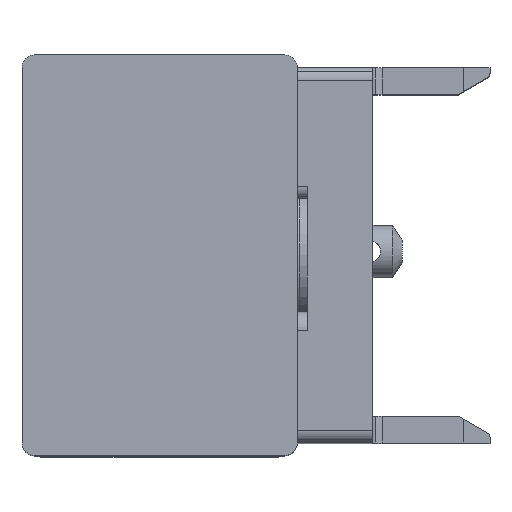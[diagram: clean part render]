
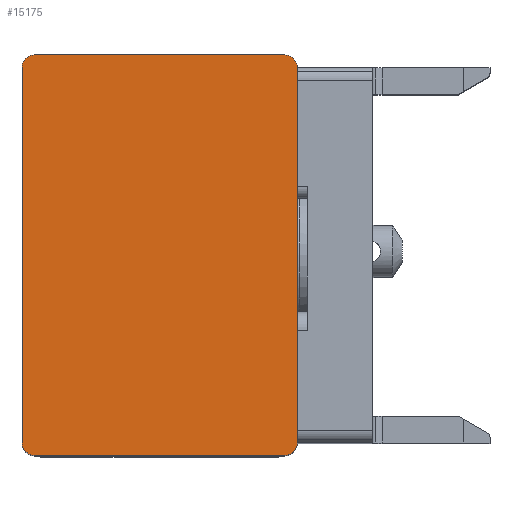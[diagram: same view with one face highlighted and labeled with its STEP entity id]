
A CAD part, top view. The second image highlights one B-rep face of the part: STEP entity #15175.
In plain terms, the highlighted face is planar.
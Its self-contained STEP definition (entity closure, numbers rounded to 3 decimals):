
#14481=CARTESIAN_POINT('',(-15.707,16.,10.707));
#14482=VERTEX_POINT('',#14481);
#14498=CARTESIAN_POINT('',(-15.0,16.,11.0));
#14499=VERTEX_POINT('',#14498);
#14506=CARTESIAN_POINT('',(-15.0,16.,10.0));
#14507=DIRECTION('',(0.0,-1.,0.0));
#14508=DIRECTION('',(-0.707,0.0,0.707));
#14509=AXIS2_PLACEMENT_3D('',#14506,#14507,#14508);
#14510=CIRCLE('',#14509,1.);
#14511=EDGE_CURVE('',#14499,#14482,#14510,.T.);
#14521=CARTESIAN_POINT('',(15.707,16.,10.707));
#14522=VERTEX_POINT('',#14521);
#14531=CARTESIAN_POINT('',(15.,16.,11.0));
#14532=VERTEX_POINT('',#14531);
#14533=CARTESIAN_POINT('',(15.,16.,10.0));
#14534=DIRECTION('',(0.0,-1.,0.0));
#14535=DIRECTION('',(0.707,0.0,0.707));
#14536=AXIS2_PLACEMENT_3D('',#14533,#14534,#14535);
#14537=CIRCLE('',#14536,1.);
#14538=EDGE_CURVE('',#14522,#14532,#14537,.T.);
#14565=CARTESIAN_POINT('',(15.707,16.,-10.707));
#14566=VERTEX_POINT('',#14565);
#14582=CARTESIAN_POINT('',(15.,16.,-11.0));
#14583=VERTEX_POINT('',#14582);
#14590=CARTESIAN_POINT('',(15.,16.,-10.0));
#14591=DIRECTION('',(0.0,-1.,0.0));
#14592=DIRECTION('',(0.707,0.0,-0.707));
#14593=AXIS2_PLACEMENT_3D('',#14590,#14591,#14592);
#14594=CIRCLE('',#14593,1.);
#14595=EDGE_CURVE('',#14583,#14566,#14594,.T.);
#14605=CARTESIAN_POINT('',(-15.707,16.,-10.707));
#14606=VERTEX_POINT('',#14605);
#14615=CARTESIAN_POINT('',(-15.0,16.,-11.0));
#14616=VERTEX_POINT('',#14615);
#14617=CARTESIAN_POINT('',(-15.0,16.,-10.0));
#14618=DIRECTION('',(0.0,-1.,0.0));
#14619=DIRECTION('',(-0.707,0.0,-0.707));
#14620=AXIS2_PLACEMENT_3D('',#14617,#14618,#14619);
#14621=CIRCLE('',#14620,1.);
#14622=EDGE_CURVE('',#14606,#14616,#14621,.T.);
#14949=CARTESIAN_POINT('',(-16.0,16.,-10.0));
#14950=VERTEX_POINT('',#14949);
#14957=CARTESIAN_POINT('',(-15.0,16.,-10.0));
#14958=DIRECTION('',(0.0,-1.,0.0));
#14959=DIRECTION('',(-0.707,0.0,-0.707));
#14960=AXIS2_PLACEMENT_3D('',#14957,#14958,#14959);
#14961=CIRCLE('',#14960,1.);
#14962=EDGE_CURVE('',#14950,#14606,#14961,.T.);
#14981=CARTESIAN_POINT('',(-16.0,16.,10.0));
#14982=VERTEX_POINT('',#14981);
#14989=CARTESIAN_POINT('',(-16.0,16.,-10.0));
#14990=DIRECTION('',(0.0,0.0,1.0));
#14991=VECTOR('',#14990,20.0);
#14992=LINE('',#14989,#14991);
#14993=EDGE_CURVE('',#14950,#14982,#14992,.T.);
#15061=CARTESIAN_POINT('',(16.0,16.,-10.0));
#15062=VERTEX_POINT('',#15061);
#15063=CARTESIAN_POINT('',(15.,16.,-10.0));
#15064=DIRECTION('',(0.0,-1.,0.0));
#15065=DIRECTION('',(0.707,0.0,-0.707));
#15066=AXIS2_PLACEMENT_3D('',#15063,#15064,#15065);
#15067=CIRCLE('',#15066,1.);
#15068=EDGE_CURVE('',#14566,#15062,#15067,.T.);
#15086=CARTESIAN_POINT('',(16.0,16.,10.0));
#15087=VERTEX_POINT('',#15086);
#15088=CARTESIAN_POINT('',(16.0,16.,-10.0));
#15089=DIRECTION('',(0.0,0.0,1.0));
#15090=VECTOR('',#15089,20.0);
#15091=LINE('',#15088,#15090);
#15092=EDGE_CURVE('',#15062,#15087,#15091,.T.);
#15134=CARTESIAN_POINT('',(-16.0,16.,-11.0));
#15135=DIRECTION('',(0.0,1.0,0.0));
#15136=DIRECTION('',(0.0,0.0,1.0));
#15137=AXIS2_PLACEMENT_3D('',#15134,#15135,#15136);
#15138=PLANE('',#15137);
#15139=ORIENTED_EDGE('',*,*,#14962,.F.);
#15140=ORIENTED_EDGE('',*,*,#14993,.T.);
#15141=CARTESIAN_POINT('',(-15.0,16.,10.0));
#15142=DIRECTION('',(0.0,-1.,0.0));
#15143=DIRECTION('',(-0.707,0.0,0.707));
#15144=AXIS2_PLACEMENT_3D('',#15141,#15142,#15143);
#15145=CIRCLE('',#15144,1.);
#15146=EDGE_CURVE('',#14482,#14982,#15145,.T.);
#15147=ORIENTED_EDGE('',*,*,#15146,.F.);
#15148=ORIENTED_EDGE('',*,*,#14511,.F.);
#15149=CARTESIAN_POINT('',(-15.0,16.,11.0));
#15150=DIRECTION('',(1.0,0.0,0.0));
#15151=VECTOR('',#15150,30.0);
#15152=LINE('',#15149,#15151);
#15153=EDGE_CURVE('',#14499,#14532,#15152,.T.);
#15154=ORIENTED_EDGE('',*,*,#15153,.T.);
#15155=ORIENTED_EDGE('',*,*,#14538,.F.);
#15156=CARTESIAN_POINT('',(15.,16.,10.0));
#15157=DIRECTION('',(0.0,-1.,0.0));
#15158=DIRECTION('',(0.707,0.0,0.707));
#15159=AXIS2_PLACEMENT_3D('',#15156,#15157,#15158);
#15160=CIRCLE('',#15159,1.);
#15161=EDGE_CURVE('',#15087,#14522,#15160,.T.);
#15162=ORIENTED_EDGE('',*,*,#15161,.F.);
#15163=ORIENTED_EDGE('',*,*,#15092,.F.);
#15164=ORIENTED_EDGE('',*,*,#15068,.F.);
#15165=ORIENTED_EDGE('',*,*,#14595,.F.);
#15166=CARTESIAN_POINT('',(15.,16.,-11.0));
#15167=DIRECTION('',(-1.0,0.0,0.0));
#15168=VECTOR('',#15167,30.0);
#15169=LINE('',#15166,#15168);
#15170=EDGE_CURVE('',#14583,#14616,#15169,.T.);
#15171=ORIENTED_EDGE('',*,*,#15170,.T.);
#15172=ORIENTED_EDGE('',*,*,#14622,.F.);
#15173=EDGE_LOOP('',(#15139,#15140,#15147,#15148,#15154,#15155,#15162,#15163,#15164,#15165,#15171,#15172));
#15174=FACE_OUTER_BOUND('',#15173,.T.);
#15175=ADVANCED_FACE('',(#15174),#15138,.T.);
